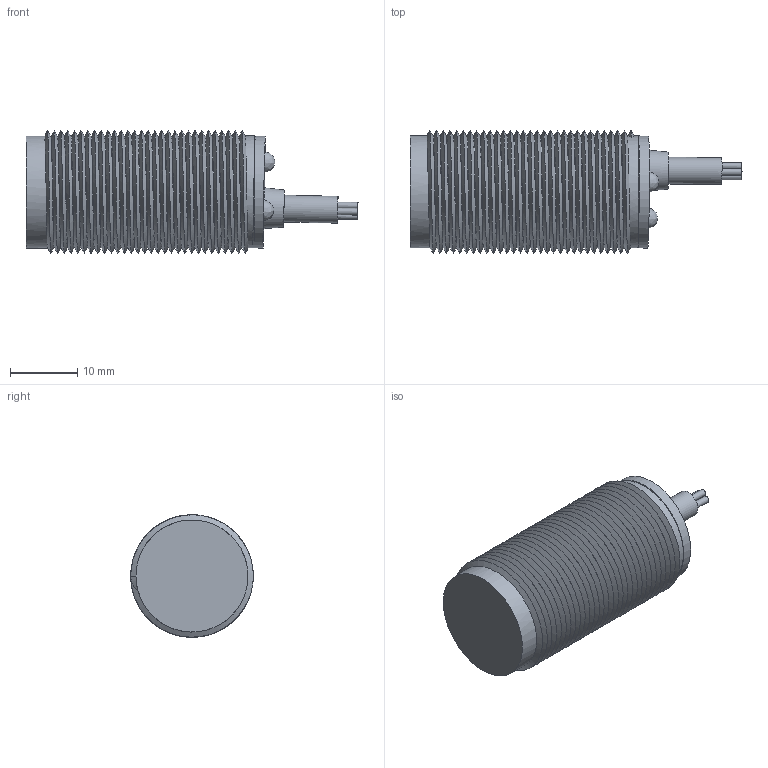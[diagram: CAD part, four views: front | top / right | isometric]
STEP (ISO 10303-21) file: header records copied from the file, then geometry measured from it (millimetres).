
FILE_DESCRIPTION( ('This file contains a STEP AP42 implementation' ,'as created by ZW3D STEP Interface translator.') ,'2;1' );
FILE_NAME( 'ECS1-1808X-X4SX.stp' ,'20 523.11 320', (''), ('ZWCAD Software Co.'), 'Version 1.0', 'ZW3D to STEP translator', '' );
FILE_SCHEMA(('AUTOMOTIVE_DESIGN'));
Length unit declared in the file: millimetre
Products named in the file (3): 0; ECS1-1808X-X4SX; ECS2-1816X-X4SX
Assembly tree (1 placements, depth 2):
  0
  ECS1-1808X-X4SX
    ECS2-1816X-X4SX
Bounding box: 49.49 x 18.26 x 18.26 mm (x, y, z)
Volume: 8560.3 mm3; surface area: 4594.9 mm2
Topology: 2 solids, 3 shells, 58 faces, 135 edges, 88 vertices
Faces by surface type: bspline 58
Entity records: 3367 total; most frequent: CARTESIAN_POINT 2505, ORIENTED_EDGE 265, EDGE_CURVE 133, VERTEX_POINT 88, EDGE_LOOP 66, FACE_OUTER_BOUND 58, ADVANCED_FACE 58, OVER_RIDING_STYLED_ITEM 58
